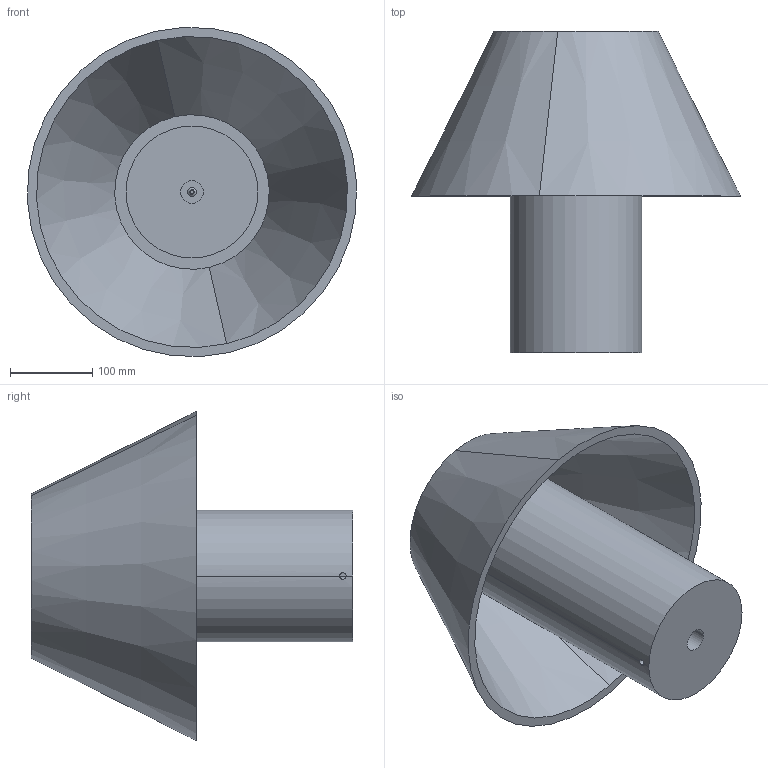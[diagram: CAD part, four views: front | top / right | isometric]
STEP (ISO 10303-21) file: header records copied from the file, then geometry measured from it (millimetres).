
FILE_DESCRIPTION (( 'STEP AP214' ), '1' );
FILE_NAME ('PETRA M ME.STEP', '2021-06-21T11:43:40', ( 'Josep Sancho' ), ( '' ), 'SwSTEP 2.0', 'SolidWorks 2013', '' );
FILE_SCHEMA (( 'AUTOMOTIVE_DESIGN' ));
Length unit declared in the file: millimetre
Products named in the file (4): LAMPARA E-27 ESFERICA HALOGENA  OSRAM; 066601700000 - PANTALLA CONICA ALABASTRO TORNEADA DIAM.200X200MM; 052601000000 - CUERPO ALABASTRO TORNEADO DIAM.160X380MM PETRA ME; PETRA M ME
Assembly tree (3 placements, depth 2):
  PETRA M ME
    052601000000 - CUERPO ALABASTRO TORNEADO DIAM.160X380MM PETRA ME
    066601700000 - PANTALLA CONICA ALABASTRO TORNEADA DIAM.200X200MM
    LAMPARA E-27 ESFERICA HALOGENA  OSRAM
Bounding box: 399.51 x 390 x 399.51 mm (x, y, z)
Volume: 5013210.1 mm3; surface area: 873493.5 mm2
Topology: 3 solids, 3 shells, 46 faces, 103 edges, 64 vertices
Faces by surface type: cylinder 14, torus 10, plane 10, cone 10, sphere 2
Entity records: 1544 total; most frequent: CARTESIAN_POINT 347, DIRECTION 258, ORIENTED_EDGE 196, AXIS2_PLACEMENT_3D 116, EDGE_CURVE 98, CIRCLE 64, VERTEX_POINT 61, EDGE_LOOP 53
